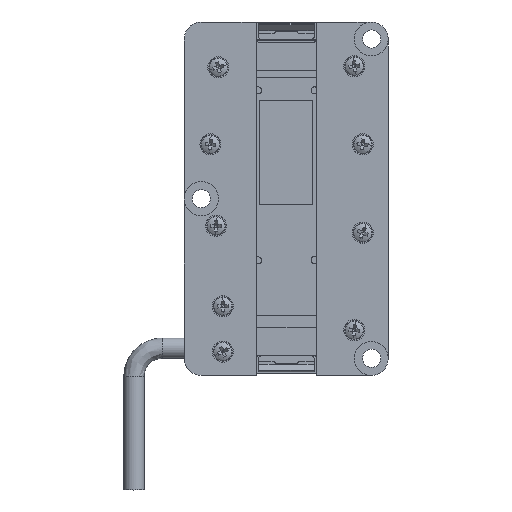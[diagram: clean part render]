
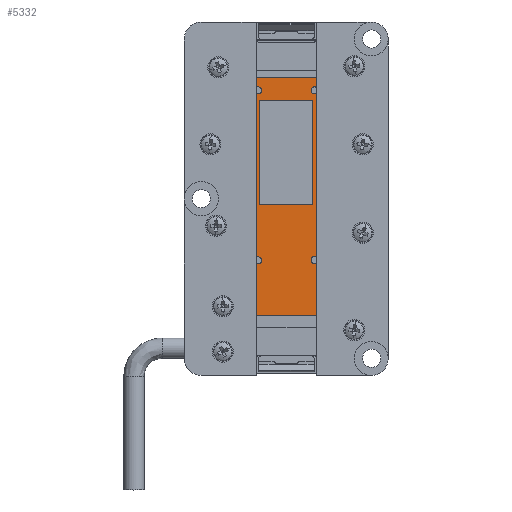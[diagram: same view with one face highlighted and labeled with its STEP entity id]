
A CAD part, front view. The second image highlights one B-rep face of the part: STEP entity #5332.
In plain terms, the highlighted face is planar.
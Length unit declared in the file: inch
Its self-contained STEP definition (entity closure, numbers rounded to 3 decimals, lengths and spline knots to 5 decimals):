
#24 = VERTEX_POINT ( 'NONE', #15571 ) ;
#93 = ORIENTED_EDGE ( 'NONE', *, *, #14249, .F. ) ;
#119 = CARTESIAN_POINT ( 'NONE',  ( 0.85, -0.235, 0. ) ) ;
#144 = EDGE_LOOP ( 'NONE', ( #16450, #1870, #11746, #9918 ) ) ;
#253 = ORIENTED_EDGE ( 'NONE', *, *, #11948, .F. ) ;
#348 = DIRECTION ( 'NONE',  ( 0., 0., 1. ) ) ;
#591 = CARTESIAN_POINT ( 'NONE',  ( -1.05, 0.4775, 0. ) ) ;
#678 = VERTEX_POINT ( 'NONE', #6431 ) ;
#688 = DIRECTION ( 'NONE',  ( -1., 0., 0. ) ) ;
#879 = VERTEX_POINT ( 'NONE', #11358 ) ;
#947 = EDGE_CURVE ( 'NONE', #20310, #14211, #9665, .T. ) ;
#1561 = CARTESIAN_POINT ( 'NONE',  ( -0.596, -0.25, 0. ) ) ;
#1608 = VERTEX_POINT ( 'NONE', #10465 ) ;
#1690 = ORIENTED_EDGE ( 'NONE', *, *, #11331, .T. ) ;
#1775 = VERTEX_POINT ( 'NONE', #5053 ) ;
#1782 = FACE_BOUND ( 'NONE', #5318, .T. ) ;
#1870 = ORIENTED_EDGE ( 'NONE', *, *, #947, .F. ) ;
#2223 = CIRCLE ( 'NONE', #14039, 0.031 ) ;
#2249 = CARTESIAN_POINT ( 'NONE',  ( 0.904, -0.25, 0. ) ) ;
#2709 = ORIENTED_EDGE ( 'NONE', *, *, #17902, .T. ) ;
#2720 = EDGE_CURVE ( 'NONE', #15819, #10424, #2223, .T. ) ;
#2807 = DIRECTION ( 'NONE',  ( 0., -1., 0. ) ) ;
#2899 = CARTESIAN_POINT ( 'NONE',  ( 0.935, 0.25, 0. ) ) ;
#3210 = LINE ( 'NONE', #11447, #5482 ) ;
#3213 = CARTESIAN_POINT ( 'NONE',  ( -0.07, 0.235, 0. ) ) ;
#3435 = CIRCLE ( 'NONE', #19268, 0.031 ) ;
#3490 = LINE ( 'NONE', #19537, #10053 ) ;
#3536 = AXIS2_PLACEMENT_3D ( 'NONE', #13581, #5438, #11783 ) ;
#3713 = CARTESIAN_POINT ( 'NONE',  ( 0.85, -0.235, 0. ) ) ;
#4087 = VERTEX_POINT ( 'NONE', #15770 ) ;
#4456 = LINE ( 'NONE', #119, #8701 ) ;
#4819 = VERTEX_POINT ( 'NONE', #11866 ) ;
#4929 = DIRECTION ( 'NONE',  ( 1., 0., 0. ) ) ;
#5053 = CARTESIAN_POINT ( 'NONE',  ( -1.05, -0.4775, 0. ) ) ;
#5104 = DIRECTION ( 'NONE',  ( 1., 0., 0. ) ) ;
#5153 = FACE_BOUND ( 'NONE', #5259, .T. ) ;
#5259 = EDGE_LOOP ( 'NONE', ( #13197, #11184 ) ) ;
#5284 = DIRECTION ( 'NONE',  ( 0., 0., 1. ) ) ;
#5318 = EDGE_LOOP ( 'NONE', ( #2709, #7574 ) ) ;
#5332 = ADVANCED_FACE ( 'NONE', ( #19512, #1782, #19192, #12765, #5153, #6533 ), #12979, .F. ) ;
#5335 = CARTESIAN_POINT ( 'NONE',  ( 0.966, -0.25, 0. ) ) ;
#5402 = AXIS2_PLACEMENT_3D ( 'NONE', #9999, #19921, #8526 ) ;
#5438 = DIRECTION ( 'NONE',  ( 0., 0., 1. ) ) ;
#5482 = VECTOR ( 'NONE', #12937, 39.37008 ) ;
#5792 = EDGE_CURVE ( 'NONE', #6514, #11044, #9323, .T. ) ;
#5844 = DIRECTION ( 'NONE',  ( 0., 1., 0. ) ) ;
#5926 = CARTESIAN_POINT ( 'NONE',  ( -0.534, -0.25, 0. ) ) ;
#6245 = DIRECTION ( 'NONE',  ( 0., -1., 0. ) ) ;
#6431 = CARTESIAN_POINT ( 'NONE',  ( 0.904, 0.25, 0. ) ) ;
#6514 = VERTEX_POINT ( 'NONE', #1561 ) ;
#6533 = FACE_BOUND ( 'NONE', #144, .T. ) ;
#6753 = VERTEX_POINT ( 'NONE', #17187 ) ;
#7125 = EDGE_CURVE ( 'NONE', #24, #678, #12464, .T. ) ;
#7344 = LINE ( 'NONE', #15790, #11385 ) ;
#7432 = LINE ( 'NONE', #20208, #10223 ) ;
#7466 = VERTEX_POINT ( 'NONE', #9967 ) ;
#7574 = ORIENTED_EDGE ( 'NONE', *, *, #10636, .T. ) ;
#7879 = DIRECTION ( 'NONE',  ( 0., 0., 1. ) ) ;
#8432 = ORIENTED_EDGE ( 'NONE', *, *, #5792, .T. ) ;
#8512 = CARTESIAN_POINT ( 'NONE',  ( -0.07, -0.235, 0. ) ) ;
#8526 = DIRECTION ( 'NONE',  ( 1., 0., 0. ) ) ;
#8657 = AXIS2_PLACEMENT_3D ( 'NONE', #12850, #7879, #15911 ) ;
#8701 = VECTOR ( 'NONE', #6245, 39.37008 ) ;
#8728 = LINE ( 'NONE', #591, #16567 ) ;
#8776 = VECTOR ( 'NONE', #10335, 39.37008 ) ;
#9028 = DIRECTION ( 'NONE',  ( 1., 0., 0. ) ) ;
#9202 = EDGE_CURVE ( 'NONE', #11044, #6514, #17692, .T. ) ;
#9323 = CIRCLE ( 'NONE', #8657, 0.031 ) ;
#9665 = LINE ( 'NONE', #14531, #14725 ) ;
#9918 = ORIENTED_EDGE ( 'NONE', *, *, #16462, .F. ) ;
#9967 = CARTESIAN_POINT ( 'NONE',  ( -1.05, 0.4775, 0. ) ) ;
#9999 = CARTESIAN_POINT ( 'NONE',  ( 0.935, 0.25, 0. ) ) ;
#10053 = VECTOR ( 'NONE', #19428, 39.37008 ) ;
#10130 = LINE ( 'NONE', #18145, #8776 ) ;
#10223 = VECTOR ( 'NONE', #5844, 39.37008 ) ;
#10335 = DIRECTION ( 'NONE',  ( 1., 0., 0. ) ) ;
#10424 = VERTEX_POINT ( 'NONE', #5335 ) ;
#10465 = CARTESIAN_POINT ( 'NONE',  ( -0.53135, 0.25, 0. ) ) ;
#10481 = EDGE_CURVE ( 'NONE', #4087, #7466, #8728, .T. ) ;
#10609 = DIRECTION ( 'NONE',  ( 1., 0., 0. ) ) ;
#10636 = EDGE_CURVE ( 'NONE', #6753, #1608, #3435, .T. ) ;
#10864 = AXIS2_PLACEMENT_3D ( 'NONE', #13209, #5284, #19963 ) ;
#10895 = EDGE_LOOP ( 'NONE', ( #16790, #12406, #93, #253 ) ) ;
#11044 = VERTEX_POINT ( 'NONE', #5926 ) ;
#11184 = ORIENTED_EDGE ( 'NONE', *, *, #16967, .T. ) ;
#11331 = EDGE_CURVE ( 'NONE', #10424, #15819, #20635, .T. ) ;
#11358 = CARTESIAN_POINT ( 'NONE',  ( 1.05, -0.4775, 0. ) ) ;
#11385 = VECTOR ( 'NONE', #2807, 39.37008 ) ;
#11447 = CARTESIAN_POINT ( 'NONE',  ( -1.05, -0.4775, 0. ) ) ;
#11746 = ORIENTED_EDGE ( 'NONE', *, *, #17453, .F. ) ;
#11783 = DIRECTION ( 'NONE',  ( 1., 0., 0. ) ) ;
#11866 = CARTESIAN_POINT ( 'NONE',  ( 0.85, 0.235, 0. ) ) ;
#11948 = EDGE_CURVE ( 'NONE', #1775, #879, #3210, .T. ) ;
#12406 = ORIENTED_EDGE ( 'NONE', *, *, #10481, .F. ) ;
#12464 = CIRCLE ( 'NONE', #14825, 0.031 ) ;
#12688 = CIRCLE ( 'NONE', #19768, 0.031 ) ;
#12765 = FACE_BOUND ( 'NONE', #18017, .T. ) ;
#12850 = CARTESIAN_POINT ( 'NONE',  ( -0.565, -0.25, 0. ) ) ;
#12875 = DIRECTION ( 'NONE',  ( 1., 0., 0. ) ) ;
#12937 = DIRECTION ( 'NONE',  ( 1., 0., 0. ) ) ;
#12979 = PLANE ( 'NONE',  #13356 ) ;
#13054 = DIRECTION ( 'NONE',  ( -1., 0., 0. ) ) ;
#13197 = ORIENTED_EDGE ( 'NONE', *, *, #7125, .T. ) ;
#13209 = CARTESIAN_POINT ( 'NONE',  ( 0.935, -0.25, 0. ) ) ;
#13356 = AXIS2_PLACEMENT_3D ( 'NONE', #19403, #14776, #12875 ) ;
#13581 = CARTESIAN_POINT ( 'NONE',  ( -0.565, -0.25, 0. ) ) ;
#13955 = CARTESIAN_POINT ( 'NONE',  ( 0.935, -0.25, 0. ) ) ;
#14039 = AXIS2_PLACEMENT_3D ( 'NONE', #13955, #348, #5104 ) ;
#14211 = VERTEX_POINT ( 'NONE', #8512 ) ;
#14249 = EDGE_CURVE ( 'NONE', #879, #4087, #7432, .T. ) ;
#14508 = CIRCLE ( 'NONE', #5402, 0.031 ) ;
#14531 = CARTESIAN_POINT ( 'NONE',  ( -0.07, -0.235, 0. ) ) ;
#14696 = EDGE_LOOP ( 'NONE', ( #14861, #8432 ) ) ;
#14725 = VECTOR ( 'NONE', #13054, 39.37008 ) ;
#14776 = DIRECTION ( 'NONE',  ( 0., 0., 1. ) ) ;
#14825 = AXIS2_PLACEMENT_3D ( 'NONE', #2899, #15370, #9028 ) ;
#14861 = ORIENTED_EDGE ( 'NONE', *, *, #9202, .T. ) ;
#14869 = CARTESIAN_POINT ( 'NONE',  ( -0.56235, 0.25, 0. ) ) ;
#15010 = EDGE_CURVE ( 'NONE', #14211, #17170, #3490, .T. ) ;
#15370 = DIRECTION ( 'NONE',  ( 0., 0., 1. ) ) ;
#15571 = CARTESIAN_POINT ( 'NONE',  ( 0.966, 0.25, 0. ) ) ;
#15770 = CARTESIAN_POINT ( 'NONE',  ( 1.05, 0.4775, 0. ) ) ;
#15790 = CARTESIAN_POINT ( 'NONE',  ( -1.05, 0.4775, 0. ) ) ;
#15819 = VERTEX_POINT ( 'NONE', #2249 ) ;
#15911 = DIRECTION ( 'NONE',  ( 1., 0., 0. ) ) ;
#16450 = ORIENTED_EDGE ( 'NONE', *, *, #15010, .F. ) ;
#16462 = EDGE_CURVE ( 'NONE', #17170, #4819, #10130, .T. ) ;
#16567 = VECTOR ( 'NONE', #688, 39.37008 ) ;
#16790 = ORIENTED_EDGE ( 'NONE', *, *, #17083, .F. ) ;
#16967 = EDGE_CURVE ( 'NONE', #678, #24, #14508, .T. ) ;
#17083 = EDGE_CURVE ( 'NONE', #7466, #1775, #7344, .T. ) ;
#17170 = VERTEX_POINT ( 'NONE', #3213 ) ;
#17187 = CARTESIAN_POINT ( 'NONE',  ( -0.59335, 0.25, 0. ) ) ;
#17358 = DIRECTION ( 'NONE',  ( 0., 0., 1. ) ) ;
#17453 = EDGE_CURVE ( 'NONE', #4819, #20310, #4456, .T. ) ;
#17692 = CIRCLE ( 'NONE', #3536, 0.031 ) ;
#17902 = EDGE_CURVE ( 'NONE', #1608, #6753, #12688, .T. ) ;
#17920 = DIRECTION ( 'NONE',  ( 0., 0., 1. ) ) ;
#18017 = EDGE_LOOP ( 'NONE', ( #1690, #18678 ) ) ;
#18145 = CARTESIAN_POINT ( 'NONE',  ( -0.07, 0.235, 0. ) ) ;
#18678 = ORIENTED_EDGE ( 'NONE', *, *, #2720, .T. ) ;
#19142 = CARTESIAN_POINT ( 'NONE',  ( -0.56235, 0.25, 0. ) ) ;
#19192 = FACE_BOUND ( 'NONE', #14696, .T. ) ;
#19268 = AXIS2_PLACEMENT_3D ( 'NONE', #19142, #17358, #10609 ) ;
#19403 = CARTESIAN_POINT ( 'NONE',  ( -1.05, -0.4775, 0. ) ) ;
#19428 = DIRECTION ( 'NONE',  ( 0., 1., 0. ) ) ;
#19512 = FACE_OUTER_BOUND ( 'NONE', #10895, .T. ) ;
#19537 = CARTESIAN_POINT ( 'NONE',  ( -0.07, -0.235, 0. ) ) ;
#19768 = AXIS2_PLACEMENT_3D ( 'NONE', #14869, #17920, #4929 ) ;
#19921 = DIRECTION ( 'NONE',  ( 0., 0., 1. ) ) ;
#19963 = DIRECTION ( 'NONE',  ( 1., 0., 0. ) ) ;
#20208 = CARTESIAN_POINT ( 'NONE',  ( 1.05, 0.4775, 0. ) ) ;
#20310 = VERTEX_POINT ( 'NONE', #3713 ) ;
#20635 = CIRCLE ( 'NONE', #10864, 0.031 ) ;
